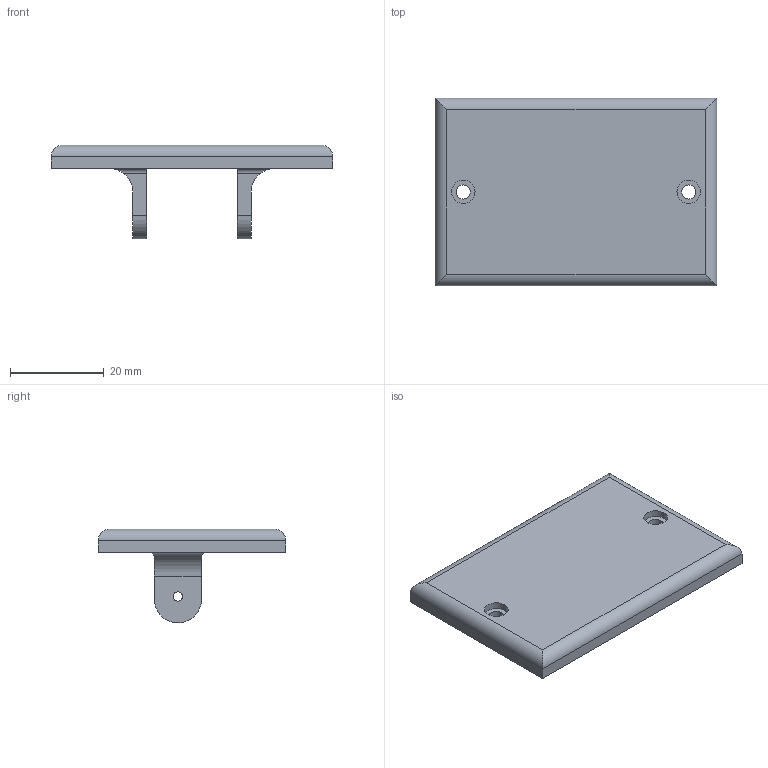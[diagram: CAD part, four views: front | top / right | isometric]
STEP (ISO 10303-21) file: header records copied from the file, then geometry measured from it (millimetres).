
FILE_DESCRIPTION(('FreeCAD Model'),'2;1');
FILE_NAME('Open CASCADE Shape Model','2023-11-12T20:26:27',(''),(''), 'Open CASCADE STEP processor 7.6','FreeCAD','Unknown');
FILE_SCHEMA(('AUTOMOTIVE_DESIGN { 1 0 10303 214 1 1 1 1 }'));
Length unit declared in the file: millimetre
Products named in the file (1): cam_holder
Bounding box: 60 x 40 x 20 mm (x, y, z)
Volume: 11407.4 mm3; surface area: 6607.2 mm2
Topology: 1 solids, 1 shells, 41 faces, 106 edges, 70 vertices
Faces by surface type: plane 21, cylinder 20
Full cylindrical faces by diameter (mm): 2 x2, 3 x2, 5 x2
Entity records: 3076 total; most frequent: CARTESIAN_POINT 919, DIRECTION 399, LINE 238, VECTOR 238, ORIENTED_EDGE 212, PCURVE 212, DEFINITIONAL_REPRESENTATION 212, EDGE_CURVE 106
